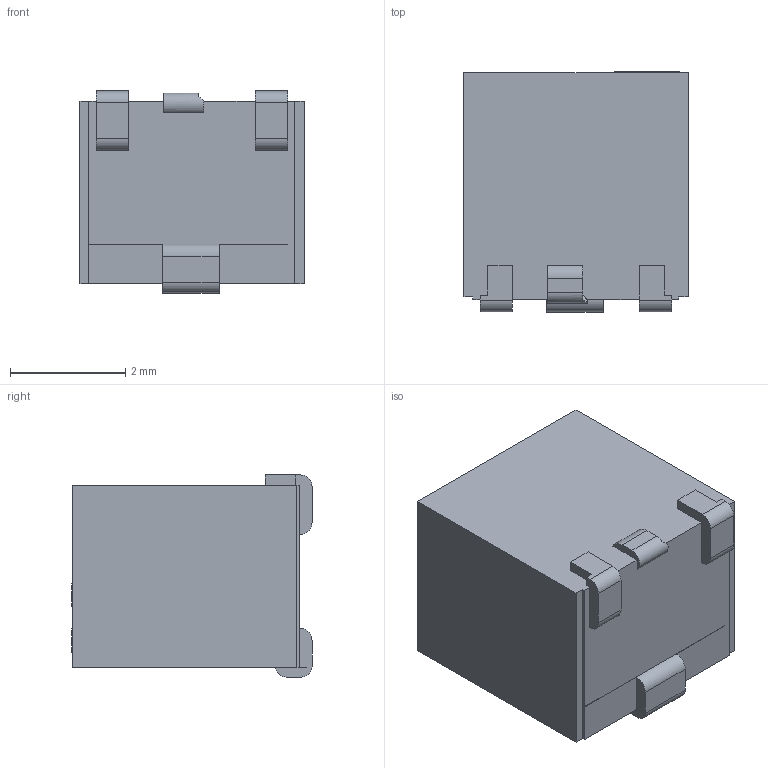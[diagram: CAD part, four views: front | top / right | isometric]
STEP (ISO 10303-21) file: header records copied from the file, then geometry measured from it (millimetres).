
FILE_DESCRIPTION((''),'2;1');
FILE_NAME('3223W001XXX','2013-08-01T',('maxm'),('Bourns, Inc.'),'PRO/ENGINEER BY PARAMETRIC TECHNOLOGY CORPORATION, 2012230','PRO/ENGINEER BY PARAMETRIC TECHNOLOGY CORPORATION, 2012230','');
FILE_SCHEMA(('CONFIG_CONTROL_DESIGN'));
Length unit declared in the file: inch
Products named in the file (1): 3223W001XXX
Bounding box: 3.9 x 4.18 x 3.52 mm (x, y, z)
Volume: 49 mm3; surface area: 94.9 mm2
Topology: 1 solids, 1 shells, 606 faces, 1757 edges, 1171 vertices
Faces by surface type: plane 570, cylinder 30, cone 4, bspline 1, extrusion 1
Entity records: 19743 total; most frequent: CARTESIAN_POINT 3626, ORIENTED_EDGE 3514, DIRECTION 3041, EDGE_CURVE 1757, VECTOR 1663, LINE 1662, VERTEX_POINT 1171, AXIS2_PLACEMENT_3D 689
